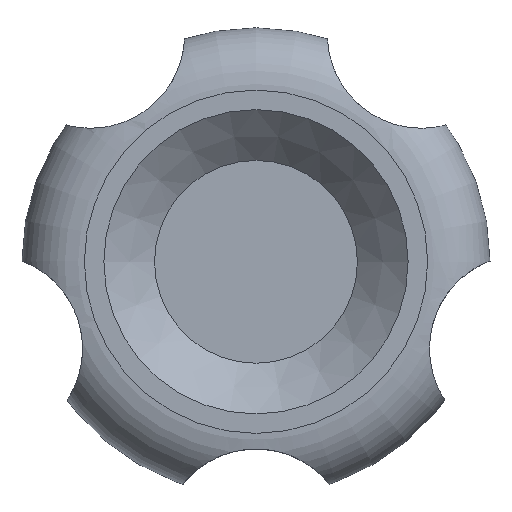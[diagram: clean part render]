
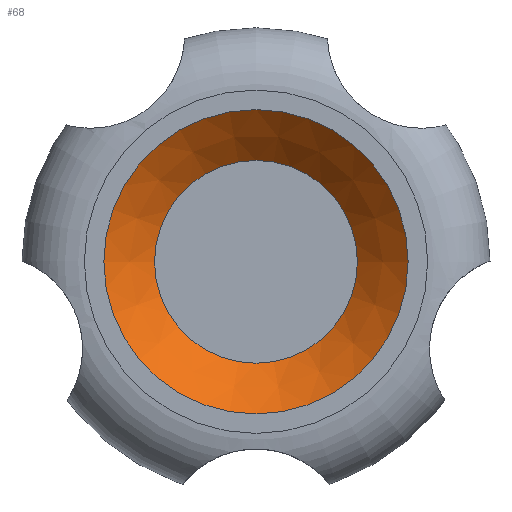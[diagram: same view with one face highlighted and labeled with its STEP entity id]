
A CAD part, top view. The second image highlights one B-rep face of the part: STEP entity #68.
In plain terms, the highlighted conical face has half-angle 47.291 degrees and reference radius 13 mm.
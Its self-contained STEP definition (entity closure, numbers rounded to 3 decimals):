
#68 = ADVANCED_FACE( '', ( #154, #155 ), #156, .F. );
#154 = FACE_OUTER_BOUND( '', #256, .T. );
#155 = FACE_BOUND( '', #257, .T. );
#156 = CONICAL_SURFACE( '', #258, 13., 0.825 );
#256 = EDGE_LOOP( '', ( #372 ) );
#257 = EDGE_LOOP( '', ( #373 ) );
#258 = AXIS2_PLACEMENT_3D( '', #374, #375, #376 );
#372 = ORIENTED_EDGE( '', *, *, #480, .T. );
#373 = ORIENTED_EDGE( '', *, *, #457, .F. );
#374 = CARTESIAN_POINT( '', ( 0., 0., 26. ) );
#375 = DIRECTION( '', ( 0., 0., 1. ) );
#376 = DIRECTION( '', ( 1., 0., 0. ) );
#457 = EDGE_CURVE( '', #507, #507, #508, .T. );
#480 = EDGE_CURVE( '', #544, #544, #545, .T. );
#507 = VERTEX_POINT( '', #577 );
#508 = CIRCLE( '', #578, 13. );
#544 = VERTEX_POINT( '', #1127 );
#545 = CIRCLE( '', #1128, 19.5 );
#577 = CARTESIAN_POINT( '', ( 13., 0., 26. ) );
#578 = AXIS2_PLACEMENT_3D( '', #1160, #1161, #1162 );
#1127 = CARTESIAN_POINT( '', ( 19.5, 0., 32. ) );
#1128 = AXIS2_PLACEMENT_3D( '', #1187, #1188, #1189 );
#1160 = CARTESIAN_POINT( '', ( 0., 0., 26. ) );
#1161 = DIRECTION( '', ( 0., 0., 1. ) );
#1162 = DIRECTION( '', ( 1., 0., 0. ) );
#1187 = CARTESIAN_POINT( '', ( 0., 0., 32. ) );
#1188 = DIRECTION( '', ( 0., 0., 1. ) );
#1189 = DIRECTION( '', ( 1., 0., 0. ) );
